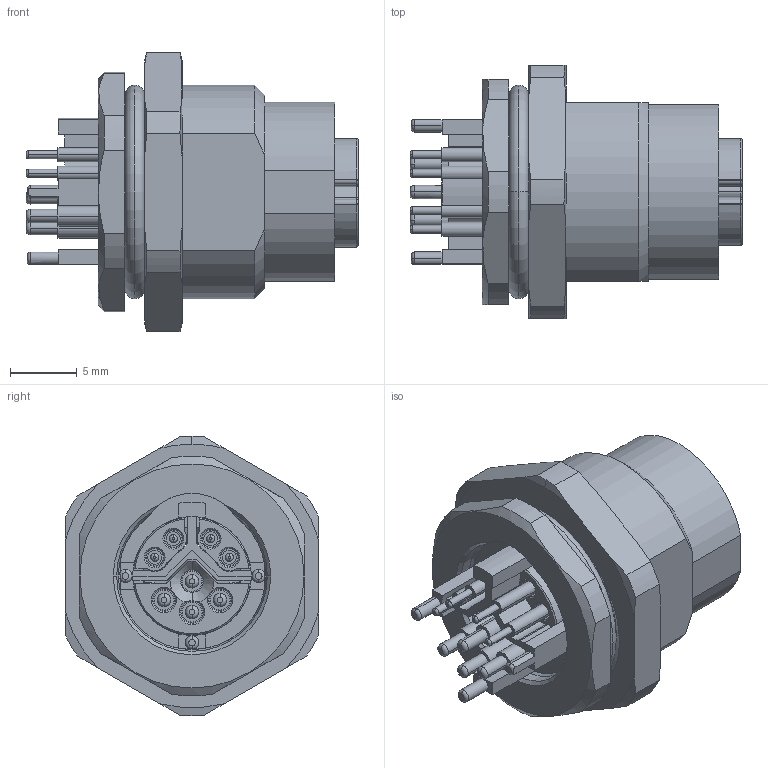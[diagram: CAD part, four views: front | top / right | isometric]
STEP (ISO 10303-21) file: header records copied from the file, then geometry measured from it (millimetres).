
FILE_DESCRIPTION (( 'STEP AP203' ), '1' );
FILE_NAME ('P242.STEP', '2020-05-13T01:50:15', ( 'edpusr' ), ( 'Microsoft' ), 'SwSTEP 2.0', 'SolidWorks 2015', '' );
FILE_SCHEMA (( 'CONFIG_CONTROL_DESIGN' ));
Length unit declared in the file: millimetre
Products named in the file (1): P242
Bounding box: 24.9 x 19 x 20.95 mm (x, y, z)
Volume: 3096.2 mm3; surface area: 6010.4 mm2
Topology: 14 solids, 14 shells, 857 faces, 2166 edges, 1371 vertices
Faces by surface type: plane 320, cylinder 312, cone 151, torus 65, bspline 9
Entity records: 26948 total; most frequent: CARTESIAN_POINT 5850, DIRECTION 4644, ORIENTED_EDGE 4300, EDGE_CURVE 2150, AXIS2_PLACEMENT_3D 1822, VERTEX_POINT 1371, VECTOR 1000, LINE 1000
